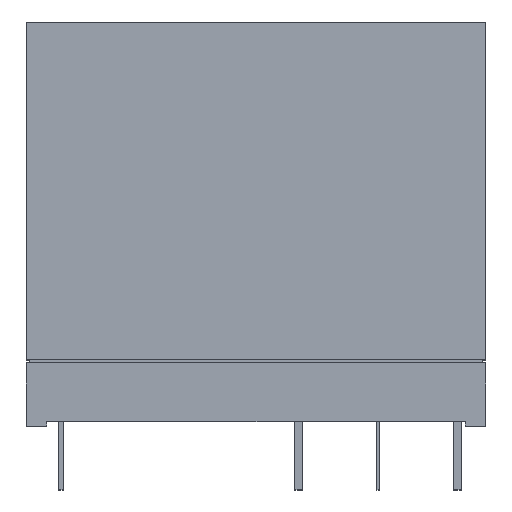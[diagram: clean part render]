
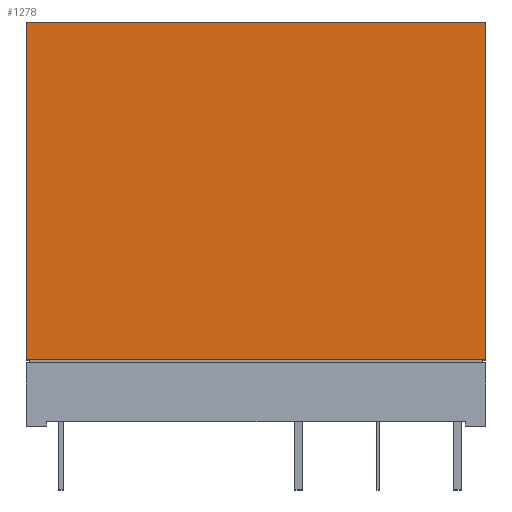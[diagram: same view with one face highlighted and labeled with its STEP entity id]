
A CAD part, top view. The second image highlights one B-rep face of the part: STEP entity #1278.
In plain terms, the highlighted planar face has unit normal (0, 0, 1).
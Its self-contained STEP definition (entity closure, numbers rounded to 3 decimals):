
#112=FACE_OUTER_BOUND('',#190,.T.);
#190=EDGE_LOOP('',(#1133,#1134,#1135,#1136));
#352=LINE('',#2000,#520);
#354=LINE('',#2005,#522);
#358=LINE('',#2013,#526);
#359=LINE('',#2014,#527);
#520=VECTOR('',#1650,1000.);
#522=VECTOR('',#1654,1000.);
#526=VECTOR('',#1662,1000.);
#527=VECTOR('',#1663,1000.);
#634=VERTEX_POINT('',#1994);
#636=VERTEX_POINT('',#1998);
#637=VERTEX_POINT('',#2002);
#640=VERTEX_POINT('',#2012);
#800=EDGE_CURVE('',#634,#636,#352,.T.);
#802=EDGE_CURVE('',#637,#636,#354,.T.);
#806=EDGE_CURVE('',#640,#637,#358,.T.);
#807=EDGE_CURVE('',#640,#634,#359,.T.);
#1133=ORIENTED_EDGE('',*,*,#806,.F.);
#1134=ORIENTED_EDGE('',*,*,#807,.T.);
#1135=ORIENTED_EDGE('',*,*,#800,.T.);
#1136=ORIENTED_EDGE('',*,*,#802,.F.);
#1210=PLANE('',#1360);
#1278=ADVANCED_FACE('',(#112),#1210,.F.);
#1360=AXIS2_PLACEMENT_3D('',#2011,#1660,#1661);
#1650=DIRECTION('',(1.,0.,0.));
#1654=DIRECTION('',(0.,-1.,0.));
#1660=DIRECTION('center_axis',(0.,0.,-1.));
#1661=DIRECTION('ref_axis',(-1.,0.,0.));
#1662=DIRECTION('',(1.,0.,0.));
#1663=DIRECTION('',(0.,-1.,0.));
#1994=CARTESIAN_POINT('',(-2.2,4.2,2.85));
#1998=CARTESIAN_POINT('',(26.8,4.2,2.85));
#2000=CARTESIAN_POINT('',(-2.2,4.2,2.85));
#2002=CARTESIAN_POINT('',(26.8,25.5,2.85));
#2005=CARTESIAN_POINT('',(26.8,65.68,2.85));
#2011=CARTESIAN_POINT('Origin',(-2.2,65.68,2.85));
#2012=CARTESIAN_POINT('',(-2.2,25.5,2.85));
#2013=CARTESIAN_POINT('',(-2.2,25.5,2.85));
#2014=CARTESIAN_POINT('',(-2.2,65.68,2.85));
